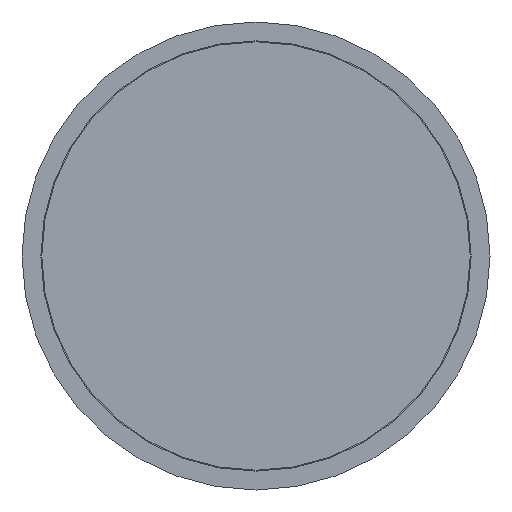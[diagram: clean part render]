
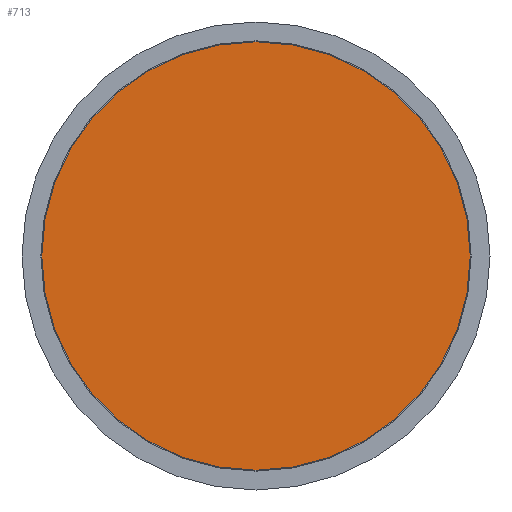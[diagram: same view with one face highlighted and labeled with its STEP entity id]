
A CAD part, front view. The second image highlights one B-rep face of the part: STEP entity #713.
In plain terms, the highlighted planar face has unit normal (0, -1, 0).
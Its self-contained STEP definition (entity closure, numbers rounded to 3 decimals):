
#36 = FACE_OUTER_BOUND ( 'NONE', #777, .T. ) ;
#91 = AXIS2_PLACEMENT_3D ( 'NONE', #974, #341, #594 ) ;
#136 = AXIS2_PLACEMENT_3D ( 'NONE', #268, #581, #814 ) ;
#188 = PLANE ( 'NONE',  #91 ) ;
#268 = CARTESIAN_POINT ( 'NONE',  ( 0., 0., 0. ) ) ;
#287 = EDGE_CURVE ( 'NONE', #603, #603, #675, .T. ) ;
#341 = DIRECTION ( 'NONE',  ( 0., 1., 0. ) ) ;
#579 = ORIENTED_EDGE ( 'NONE', *, *, #287, .T. ) ;
#581 = DIRECTION ( 'NONE',  ( 0., -1., 0. ) ) ;
#594 = DIRECTION ( 'NONE',  ( 0., 0., 1. ) ) ;
#603 = VERTEX_POINT ( 'NONE', #762 ) ;
#675 = CIRCLE ( 'NONE', #136, 56.75 ) ;
#713 = ADVANCED_FACE ( 'NONE', ( #36 ), #188, .F. ) ;
#762 = CARTESIAN_POINT ( 'NONE',  ( 0., 0., -56.75 ) ) ;
#777 = EDGE_LOOP ( 'NONE', ( #579 ) ) ;
#814 = DIRECTION ( 'NONE',  ( 0., 0., -1. ) ) ;
#974 = CARTESIAN_POINT ( 'NONE',  ( -56.75, 0., 0. ) ) ;
